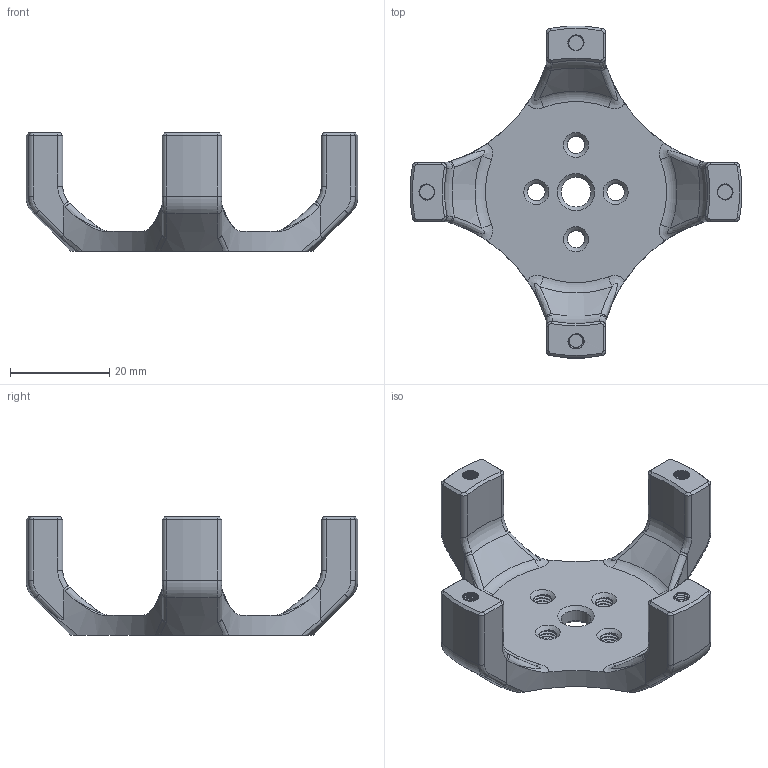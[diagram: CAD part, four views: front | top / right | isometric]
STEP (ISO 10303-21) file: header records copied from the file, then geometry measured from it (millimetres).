
FILE_DESCRIPTION(/* description */ (''),/* implementation_level */ '2;1');
FILE_NAME(/* name */ 'Lower Mount.step',/* time_stamp */ '2025-06-19T23:38:47+02:00',/* author */ (''),/* organization */ (''),/* preprocessor_version */ 'ST-DEVELOPER v20.1',/* originating_system */ 'Autodesk Translation Framework v14.4.0.0',/* authorisation */ '');
FILE_SCHEMA (('AUTOMOTIVE_DESIGN { 1 0 10303 214 3 1 1 }'));
Length unit declared in the file: millimetre
Products named in the file (1): Open Source Motor Mount
Bounding box: 66.89 x 66.89 x 23.8 mm (x, y, z)
Volume: 13234.7 mm3; surface area: 7790.7 mm2
Topology: 1 solids, 1 shells, 391 faces, 1072 edges, 687 vertices
Faces by surface type: cylinder 233, bspline 70, cone 42, plane 34, torus 12
Full cylindrical faces by diameter (mm): 2.729 x13, 3 x42, 3.286 x49, 3.532 x8, 4.309 x12, 6 x1
Entity records: 30399 total; most frequent: CARTESIAN_POINT 21669, ORIENTED_EDGE 2144, DIRECTION 1306, EDGE_CURVE 1072, VERTEX_POINT 687, B_SPLINE_CURVE_WITH_KNOTS 598, AXIS2_PLACEMENT_3D 510, EDGE_LOOP 405
